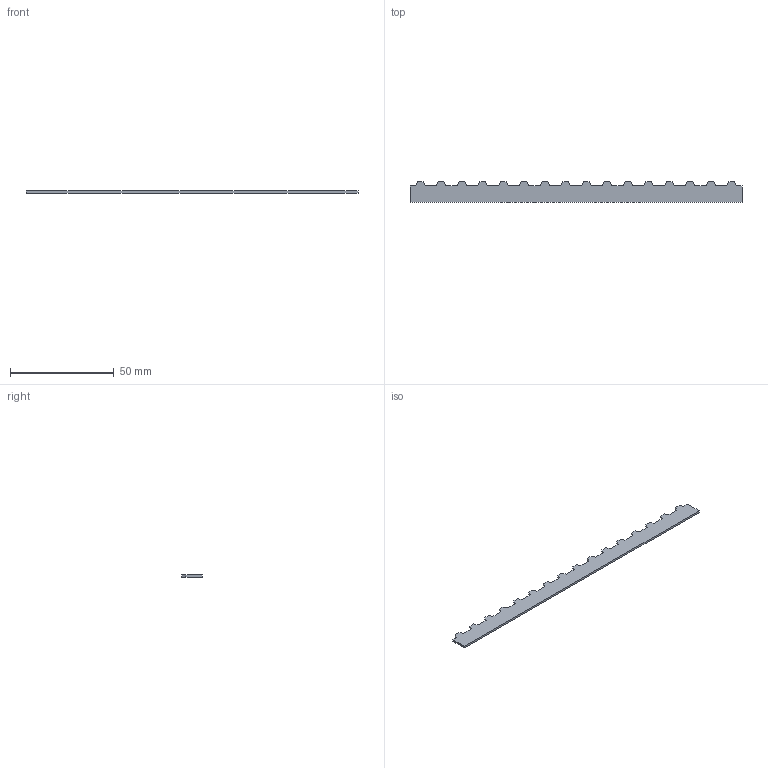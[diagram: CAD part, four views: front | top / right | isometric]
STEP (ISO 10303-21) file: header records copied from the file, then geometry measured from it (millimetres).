
FILE_DESCRIPTION((''),'2;1');
FILE_NAME('SP020_extern.ipt.step','2007-09-10T15:07:59',(''),(''),'Autodesk Inventor 11','Autodesk Inventor 11','');
FILE_SCHEMA(('AUTOMOTIVE_DESIGN { 1 0 10303 214 1 1 1 1 }'));
Length unit declared in the file: millimetre
Products named in the file (1): SP020_extern
Bounding box: 160 x 10 x 1 mm (x, y, z)
Volume: 1384.3 mm3; surface area: 3147.1 mm2
Topology: 1 solids, 1 shells, 70 faces, 204 edges, 136 vertices
Faces by surface type: plane 70
Entity records: 2291 total; most frequent: CARTESIAN_POINT 411, ORIENTED_EDGE 408, DIRECTION 346, VECTOR 204, LINE 204, EDGE_CURVE 204, VERTEX_POINT 136, AXIS2_PLACEMENT_3D 71
